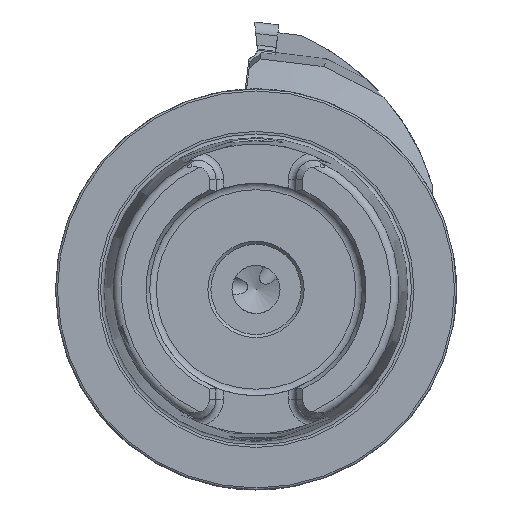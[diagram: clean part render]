
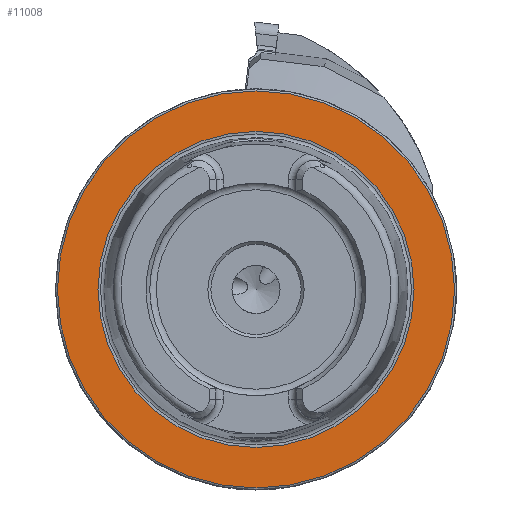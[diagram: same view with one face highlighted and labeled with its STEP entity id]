
A CAD part, left-side view. The second image highlights one B-rep face of the part: STEP entity #11008.
In plain terms, the highlighted planar face has unit normal (-1, 0, 0).
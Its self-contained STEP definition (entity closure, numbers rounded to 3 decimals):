
#857 = FACE_OUTER_BOUND ( 'NONE', #11422, .T. ) ;
#996 = DIRECTION ( 'NONE',  ( -1., 0., 0. ) ) ;
#1030 = ORIENTED_EDGE ( 'NONE', *, *, #14956, .T. ) ;
#1086 = FACE_BOUND ( 'NONE', #14855, .T. ) ;
#1318 = CIRCLE ( 'NONE', #14703, 39.405 ) ;
#2191 = CARTESIAN_POINT ( 'NONE',  ( 0., -39.405, 0. ) ) ;
#5300 = VERTEX_POINT ( 'NONE', #11831 ) ;
#5505 = EDGE_CURVE ( 'NONE', #13914, #13914, #1318, .T. ) ;
#5921 = DIRECTION ( 'NONE',  ( 1., 0., 0. ) ) ;
#8090 = ORIENTED_EDGE ( 'NONE', *, *, #5505, .F. ) ;
#8971 = DIRECTION ( 'NONE',  ( 0., -1., 0. ) ) ;
#9014 = DIRECTION ( 'NONE',  ( 0., -1., 0. ) ) ;
#11008 = ADVANCED_FACE ( 'NONE', ( #1086, #857 ), #11340, .F. ) ;
#11340 = PLANE ( 'NONE',  #12955 ) ;
#11422 = EDGE_LOOP ( 'NONE', ( #1030 ) ) ;
#11831 = CARTESIAN_POINT ( 'NONE',  ( 0., -49.5, 0. ) ) ;
#12639 = DIRECTION ( 'NONE',  ( 0., 1., 0. ) ) ;
#12955 = AXIS2_PLACEMENT_3D ( 'NONE', #13931, #5921, #12639 ) ;
#13023 = AXIS2_PLACEMENT_3D ( 'NONE', #13093, #17099, #8971 ) ;
#13093 = CARTESIAN_POINT ( 'NONE',  ( 0., 0., 0. ) ) ;
#13149 = CIRCLE ( 'NONE', #13023, 49.5 ) ;
#13914 = VERTEX_POINT ( 'NONE', #2191 ) ;
#13931 = CARTESIAN_POINT ( 'NONE',  ( 0., 49.5, 0. ) ) ;
#14460 = CARTESIAN_POINT ( 'NONE',  ( 0., 0., 0. ) ) ;
#14703 = AXIS2_PLACEMENT_3D ( 'NONE', #14460, #996, #9014 ) ;
#14855 = EDGE_LOOP ( 'NONE', ( #8090 ) ) ;
#14956 = EDGE_CURVE ( 'NONE', #5300, #5300, #13149, .T. ) ;
#17099 = DIRECTION ( 'NONE',  ( -1., 0., 0. ) ) ;
